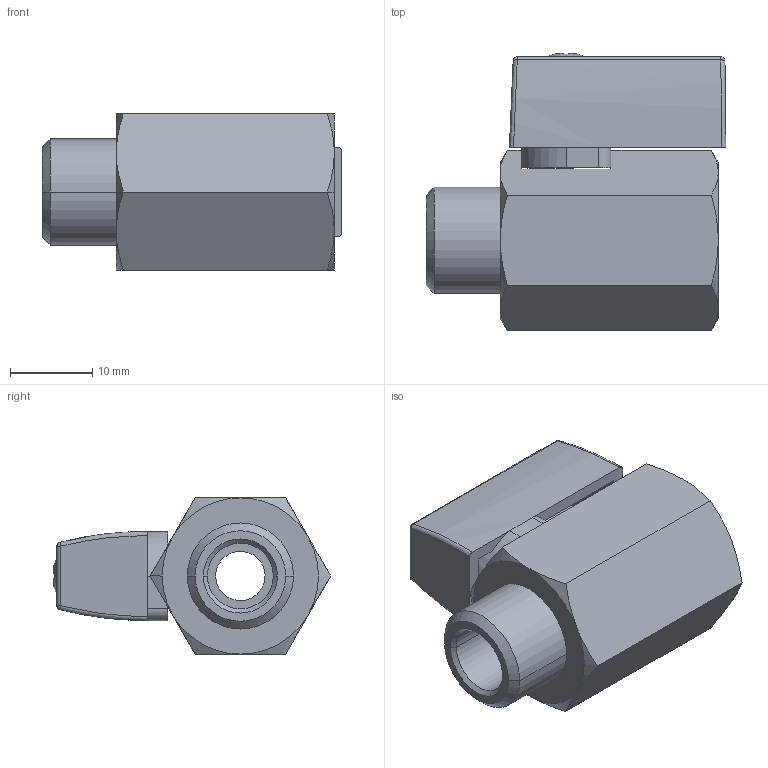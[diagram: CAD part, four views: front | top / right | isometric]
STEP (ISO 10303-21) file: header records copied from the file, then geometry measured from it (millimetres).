
FILE_DESCRIPTION (( 'STEP AP203' ), '1' );
FILE_NAME ('1502C402-surface.step', '2013-10-10T06:24:40', ( ' ' ), ( '' ), 'SwSTEP 2.0', 'SolidWorks 2011', '' );
FILE_SCHEMA (( 'CONFIG_CONTROL_DESIGN' ));
Length unit declared in the file: millimetre
Products named in the file (1): 1502C402-surface
Bounding box: 36.4 x 33.7 x 19 mm (x, y, z)
Surface area: 4964 mm2 (no closed solid volume)
Topology: 0 solids, 4 shells, 112 faces, 527 edges, 440 vertices
Faces by surface type: plane 54, cone 24, cylinder 22, sphere 6, bspline 4, torus 2
Entity records: 5823 total; most frequent: CARTESIAN_POINT 1410, ORIENTED_EDGE 1006, DIRECTION 771, EDGE_CURVE 523, VERTEX_POINT 440, VECTOR 369, LINE 369, AXIS2_PLACEMENT_3D 201
